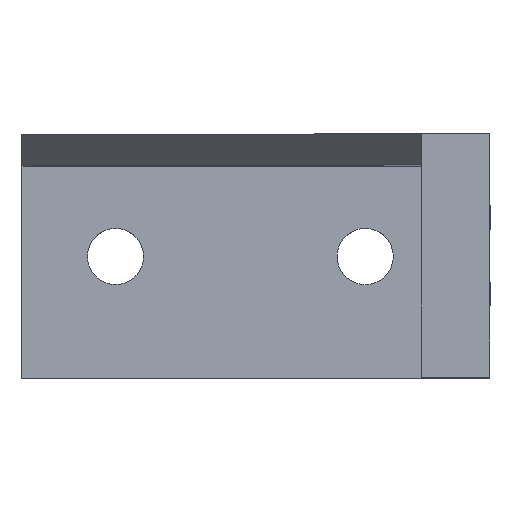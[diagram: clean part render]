
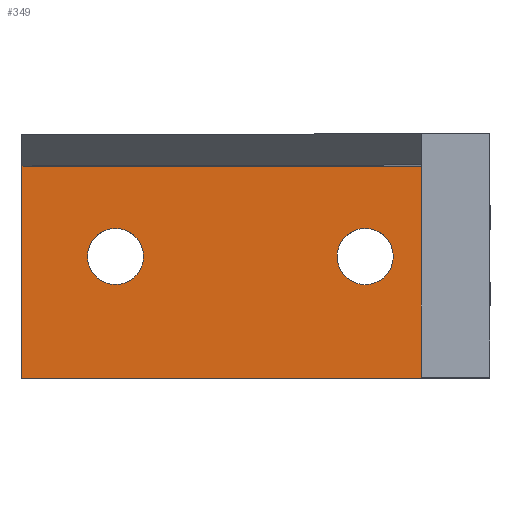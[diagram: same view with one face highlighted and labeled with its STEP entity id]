
A CAD part, top view. The second image highlights one B-rep face of the part: STEP entity #349.
In plain terms, the highlighted planar face has unit normal (0, 0, 1).
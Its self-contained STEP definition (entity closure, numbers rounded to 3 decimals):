
#219=VERTEX_POINT('',#576);
#233=EDGE_CURVE('',#263,#239,#593,.T.);
#239=VERTEX_POINT('',#599);
#263=VERTEX_POINT('',#623);
#297=VERTEX_POINT('',#659);
#337=EDGE_CURVE('',#413,#487,#706,.T.);
#349=ADVANCED_FACE('',(#719,#720,#721),#722,.F.);
#357=EDGE_CURVE('',#219,#297,#730,.T.);
#413=VERTEX_POINT('',#789);
#455=EDGE_CURVE('',#483,#477,#833,.T.);
#457=EDGE_CURVE('',#483,#239,#835,.T.);
#477=VERTEX_POINT('',#857);
#479=EDGE_CURVE('',#263,#477,#859,.T.);
#483=VERTEX_POINT('',#863);
#487=VERTEX_POINT('',#867);
#489=EDGE_CURVE('',#487,#413,#869,.T.);
#491=EDGE_CURVE('',#297,#219,#871,.T.);
#576=CARTESIAN_POINT('',(-24.5,0.,11.0));
#593=LINE('',#989,#990);
#599=CARTESIAN_POINT('',(-11.,14.5,11.0));
#623=CARTESIAN_POINT('',(-75.0,14.5,11.0));
#659=CARTESIAN_POINT('',(-15.5,0.,11.0));
#706=CIRCLE('',#1153,4.5);
#719=FACE_OUTER_BOUND('',#1171,.T.);
#720=FACE_BOUND('',#1172,.T.);
#721=FACE_BOUND('',#1173,.T.);
#722=PLANE('',#1174);
#730=CIRCLE('',#1186,4.5);
#789=CARTESIAN_POINT('',(-64.5,0.,11.0));
#833=LINE('',#1328,#1329);
#835=LINE('',#1332,#1333);
#857=CARTESIAN_POINT('',(-75.0,-19.5,11.0));
#859=LINE('',#1365,#1366);
#863=CARTESIAN_POINT('',(-11.,-19.5,11.0));
#867=CARTESIAN_POINT('',(-55.5,0.,11.0));
#869=CIRCLE('',#1379,4.5);
#871=CIRCLE('',#1382,4.5);
#989=CARTESIAN_POINT('',(-75.0,14.5,11.0));
#990=VECTOR('',#1518,1.0);
#1153=AXIS2_PLACEMENT_3D('',#1615,#1616,#1617);
#1171=EDGE_LOOP('',(#1632,#1633,#1634,#1635));
#1172=EDGE_LOOP('',(#1636,#1637));
#1173=EDGE_LOOP('',(#1638,#1639));
#1174=AXIS2_PLACEMENT_3D('',#1640,#1641,#1642);
#1186=AXIS2_PLACEMENT_3D('',#1647,#1648,#1649);
#1328=CARTESIAN_POINT('',(-50.892,-19.5,11.0));
#1329=VECTOR('',#1728,1.0);
#1332=CARTESIAN_POINT('',(-11.,-19.5,11.0));
#1333=VECTOR('',#1729,1.0);
#1365=CARTESIAN_POINT('',(-75.0,0.,11.0));
#1366=VECTOR('',#1752,1.0);
#1379=AXIS2_PLACEMENT_3D('',#1754,#1755,#1756);
#1382=AXIS2_PLACEMENT_3D('',#1757,#1758,#1759);
#1518=DIRECTION('',(1.0,0.0,0.0));
#1615=CARTESIAN_POINT('',(-60.0,0.,11.0));
#1616=DIRECTION('',(0.0,0.0,-1.0));
#1617=DIRECTION('',(1.0,0.0,0.0));
#1632=ORIENTED_EDGE('',*,*,#479,.T.);
#1633=ORIENTED_EDGE('',*,*,#455,.F.);
#1634=ORIENTED_EDGE('',*,*,#457,.T.);
#1635=ORIENTED_EDGE('',*,*,#233,.F.);
#1636=ORIENTED_EDGE('',*,*,#337,.T.);
#1637=ORIENTED_EDGE('',*,*,#489,.T.);
#1638=ORIENTED_EDGE('',*,*,#357,.T.);
#1639=ORIENTED_EDGE('',*,*,#491,.T.);
#1640=CARTESIAN_POINT('',(-75.0,-19.5,11.0));
#1641=DIRECTION('',(0.0,0.0,-1.0));
#1642=DIRECTION('',(0.0,1.0,0.0));
#1647=CARTESIAN_POINT('',(-20.0,0.,11.0));
#1648=DIRECTION('',(0.0,0.0,-1.0));
#1649=DIRECTION('',(1.0,0.0,0.0));
#1728=DIRECTION('',(-1.0,0.0,0.0));
#1729=DIRECTION('',(0.0,1.0,0.0));
#1752=DIRECTION('',(0.0,-1.0,0.));
#1754=CARTESIAN_POINT('',(-60.0,0.,11.0));
#1755=DIRECTION('',(0.0,0.0,-1.0));
#1756=DIRECTION('',(1.0,0.0,0.0));
#1757=CARTESIAN_POINT('',(-20.0,0.,11.0));
#1758=DIRECTION('',(0.0,0.0,-1.0));
#1759=DIRECTION('',(1.0,0.0,0.0));
